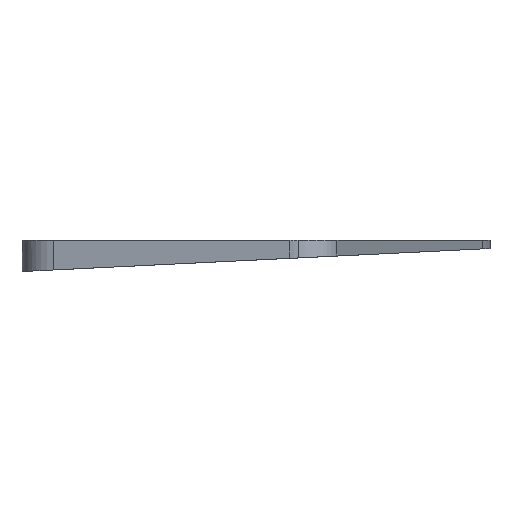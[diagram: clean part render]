
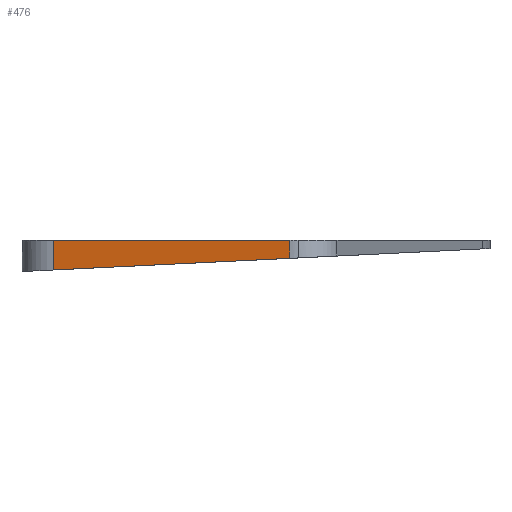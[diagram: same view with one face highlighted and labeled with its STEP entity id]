
A CAD part, left-side view. The second image highlights one B-rep face of the part: STEP entity #476.
In plain terms, the highlighted planar face has unit normal (-0.978, 0.208, 0).
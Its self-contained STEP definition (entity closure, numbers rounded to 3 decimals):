
#19 = EDGE_CURVE ( 'NONE', #966, #278, #834, .T. ) ;
#25 = PLANE ( 'NONE',  #587 ) ;
#49 = CARTESIAN_POINT ( 'NONE',  ( 0.688, 66.964, 8. ) ) ;
#144 = CARTESIAN_POINT ( 'NONE',  ( 0.688, 66.964, 8. ) ) ;
#186 = VECTOR ( 'NONE', #951, 1000. ) ;
#207 = VECTOR ( 'NONE', #1102, 1000. ) ;
#278 = VERTEX_POINT ( 'NONE', #1031 ) ;
#310 = DIRECTION ( 'NONE',  ( -0.978, 0.208, 0. ) ) ;
#313 = VERTEX_POINT ( 'NONE', #144 ) ;
#337 = DIRECTION ( 'NONE',  ( 0., 0., -1. ) ) ;
#357 = CARTESIAN_POINT ( 'NONE',  ( -12.96, 2.755, 8. ) ) ;
#407 = CARTESIAN_POINT ( 'NONE',  ( -13.002, 2.559, 3.83 ) ) ;
#415 = CARTESIAN_POINT ( 'NONE',  ( -12.96, 2.755, 8. ) ) ;
#417 = LINE ( 'NONE', #407, #207 ) ;
#476 = ADVANCED_FACE ( 'NONE', ( #803 ), #25, .T. ) ;
#479 = VECTOR ( 'NONE', #669, 1000. ) ;
#531 = ORIENTED_EDGE ( 'NONE', *, *, #686, .T. ) ;
#587 = AXIS2_PLACEMENT_3D ( 'NONE', #415, #310, #817 ) ;
#605 = CARTESIAN_POINT ( 'NONE',  ( 0.688, 66.964, 0.666 ) ) ;
#615 = EDGE_LOOP ( 'NONE', ( #807, #531, #1160, #894 ) ) ;
#647 = LINE ( 'NONE', #357, #186 ) ;
#669 = DIRECTION ( 'NONE',  ( 0., 0., -1. ) ) ;
#686 = EDGE_CURVE ( 'NONE', #1175, #278, #417, .T. ) ;
#755 = LINE ( 'NONE', #49, #479 ) ;
#767 = CARTESIAN_POINT ( 'NONE',  ( -11.808, 8.179, 8. ) ) ;
#803 = FACE_OUTER_BOUND ( 'NONE', #615, .T. ) ;
#807 = ORIENTED_EDGE ( 'NONE', *, *, #875, .T. ) ;
#817 = DIRECTION ( 'NONE',  ( -0.208, -0.978, 0. ) ) ;
#834 = LINE ( 'NONE', #1218, #1062 ) ;
#875 = EDGE_CURVE ( 'NONE', #313, #1175, #755, .T. ) ;
#894 = ORIENTED_EDGE ( 'NONE', *, *, #903, .T. ) ;
#903 = EDGE_CURVE ( 'NONE', #966, #313, #647, .T. ) ;
#951 = DIRECTION ( 'NONE',  ( 0.208, 0.978, 0. ) ) ;
#966 = VERTEX_POINT ( 'NONE', #767 ) ;
#1031 = CARTESIAN_POINT ( 'NONE',  ( -11.808, 8.179, 3.554 ) ) ;
#1062 = VECTOR ( 'NONE', #337, 1000. ) ;
#1102 = DIRECTION ( 'NONE',  ( -0.208, -0.977, 0.048 ) ) ;
#1160 = ORIENTED_EDGE ( 'NONE', *, *, #19, .F. ) ;
#1175 = VERTEX_POINT ( 'NONE', #605 ) ;
#1218 = CARTESIAN_POINT ( 'NONE',  ( -11.808, 8.179, 8. ) ) ;
